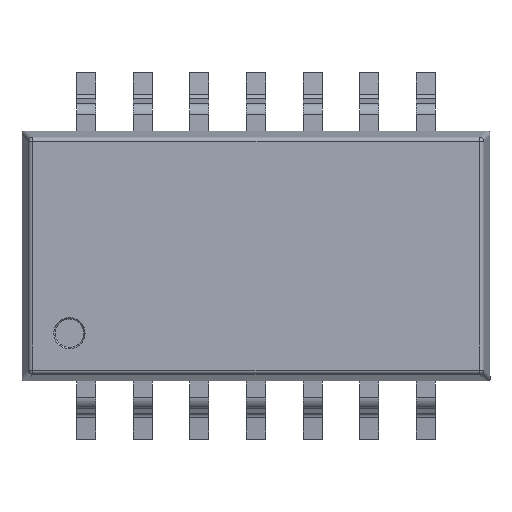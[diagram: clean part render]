
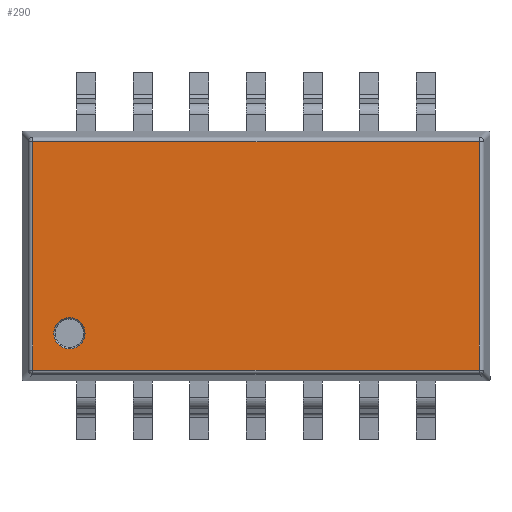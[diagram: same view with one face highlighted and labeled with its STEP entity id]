
A CAD part, top view. The second image highlights one B-rep face of the part: STEP entity #290.
In plain terms, the highlighted planar face has unit normal (0, 0, 1).
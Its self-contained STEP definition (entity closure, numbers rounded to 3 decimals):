
#290=ADVANCED_FACE('',(#986,#988),#990,.T.);
#986=FACE_BOUND('',#987,.T.);
#987=EDGE_LOOP('',(#1658,#1659,#1660,#1661));
#988=FACE_BOUND('',#989,.T.);
#989=EDGE_LOOP('',(#1662));
#990=PLANE('',#991);
#991=AXIS2_PLACEMENT_3D('',#992,#993,#994);
#992=CARTESIAN_POINT('',(0.,0.,2.));
#993=DIRECTION('',(0.,0.,1.));
#994=DIRECTION('',(1.,0.,0.));
#1658=ORIENTED_EDGE('',*,*,#2030,.T.);
#1659=ORIENTED_EDGE('',*,*,#2031,.T.);
#1660=ORIENTED_EDGE('',*,*,#2032,.T.);
#1661=ORIENTED_EDGE('',*,*,#2033,.T.);
#1662=ORIENTED_EDGE('',*,*,#2034,.T.);
#2030=EDGE_CURVE('',#2244,#2245,#2246,.T.);
#2031=EDGE_CURVE('',#2245,#2247,#2248,.T.);
#2032=EDGE_CURVE('',#2247,#2249,#2250,.T.);
#2033=EDGE_CURVE('',#2249,#2244,#2251,.T.);
#2034=EDGE_CURVE('',#2252,#2252,#2253,.F.);
#2244=VERTEX_POINT('',#2668);
#2245=VERTEX_POINT('',#2669);
#2246=LINE('',#2670,#2671);
#2247=VERTEX_POINT('',#2673);
#2248=LINE('',#2674,#2675);
#2249=VERTEX_POINT('',#2677);
#2250=LINE('',#2678,#2679);
#2251=LINE('',#2681,#2682);
#2252=VERTEX_POINT('',#2684);
#2253=CIRCLE('',#2685,0.35);
#2668=CARTESIAN_POINT('',(5.012,2.562,2.));
#2669=CARTESIAN_POINT('',(-5.012,2.562,2.));
#2670=CARTESIAN_POINT('',(5.012,2.562,2.));
#2671=VECTOR('',#2672,1.);
#2672=DIRECTION('',(-1.,0.,0.));
#2673=CARTESIAN_POINT('',(-5.012,-2.562,2.));
#2674=CARTESIAN_POINT('',(-5.012,2.562,2.));
#2675=VECTOR('',#2676,1.);
#2676=DIRECTION('',(0.,-1.,0.));
#2677=CARTESIAN_POINT('',(5.012,-2.562,2.));
#2678=CARTESIAN_POINT('',(-5.012,-2.562,2.));
#2679=VECTOR('',#2680,1.);
#2680=DIRECTION('',(1.,0.,0.));
#2681=CARTESIAN_POINT('',(5.012,-2.562,2.));
#2682=VECTOR('',#2683,1.);
#2683=DIRECTION('',(0.,1.,0.));
#2684=CARTESIAN_POINT('',(-3.836,-1.736,2.));
#2685=AXIS2_PLACEMENT_3D('',#2686,#2687,#2688);
#2686=CARTESIAN_POINT('',(-4.186,-1.736,2.));
#2687=DIRECTION('',(0.,0.,1.));
#2688=DIRECTION('',(1.,0.,0.));
